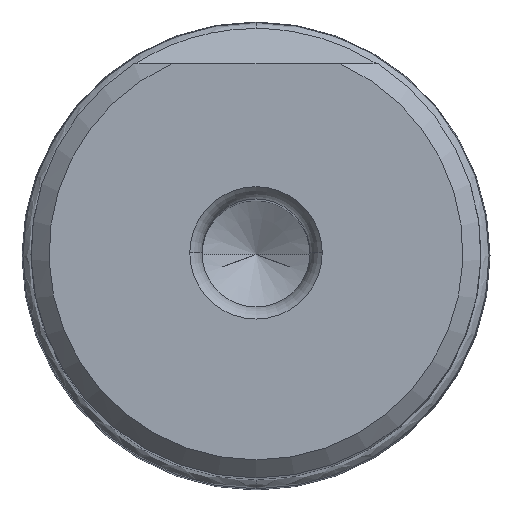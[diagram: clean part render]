
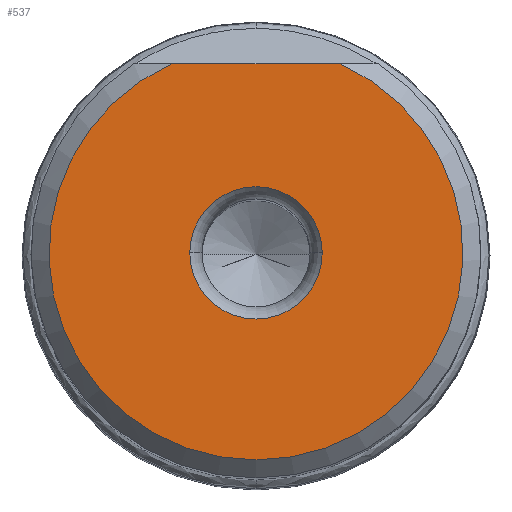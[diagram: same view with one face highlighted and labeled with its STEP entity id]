
A CAD part, top view. The second image highlights one B-rep face of the part: STEP entity #537.
In plain terms, the highlighted face is planar.
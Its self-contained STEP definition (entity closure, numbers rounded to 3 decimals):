
#71=CARTESIAN_POINT('',(0.,0.,0.));
#72=DIRECTION('',(0.,0.,-1.));
#73=DIRECTION('',(0.408,0.913,0.));
#74=AXIS2_PLACEMENT_3D('',#71,#72,#73);
#95=DIRECTION('',(-1.,0.,0.));
#96=VECTOR('',#95,9.381);
#97=CARTESIAN_POINT('',(4.69,10.5,0.));
#98=LINE('',#97,#96);
#102=CARTESIAN_POINT('',(0.,0.,0.));
#103=DIRECTION('',(0.,0.,-1.));
#104=DIRECTION('',(1.,0.,0.));
#105=AXIS2_PLACEMENT_3D('',#102,#103,#104);
#110=CARTESIAN_POINT('',(0.,0.,0.));
#111=DIRECTION('',(0.,0.,-1.));
#112=DIRECTION('',(-1.,0.,0.));
#113=AXIS2_PLACEMENT_3D('',#110,#111,#112);
#379=CARTESIAN_POINT('',(4.69,10.5,0.));
#380=CARTESIAN_POINT('',(-4.69,10.5,0.));
#381=VERTEX_POINT('',#379);
#382=VERTEX_POINT('',#380);
#410=CARTESIAN_POINT('',(3.677,0.,0.));
#411=CARTESIAN_POINT('',(-3.677,0.,0.));
#412=VERTEX_POINT('',#410);
#413=VERTEX_POINT('',#411);
#521=CARTESIAN_POINT('',(0.,0.,0.));
#522=DIRECTION('',(0.,0.,-1.));
#523=DIRECTION('',(0.,-1.,0.));
#524=AXIS2_PLACEMENT_3D('',#521,#522,#523);
#525=PLANE('',#524);
#527=ORIENTED_EDGE('',*,*,#526,.T.);
#528=ORIENTED_EDGE('',*,*,#510,.F.);
#529=EDGE_LOOP('',(#527,#528));
#530=FACE_OUTER_BOUND('',#529,.F.);
#532=ORIENTED_EDGE('',*,*,#531,.T.);
#534=ORIENTED_EDGE('',*,*,#533,.T.);
#535=EDGE_LOOP('',(#532,#534));
#536=FACE_BOUND('',#535,.F.);
#537=ADVANCED_FACE('',(#530,#536),#525,.T.);
#75=CIRCLE('',#74,11.5);
#106=CIRCLE('',#105,3.677);
#114=CIRCLE('',#113,3.677);
#510=EDGE_CURVE('',#381,#382,#75,.T.);
#526=EDGE_CURVE('',#381,#382,#98,.T.);
#531=EDGE_CURVE('',#412,#413,#106,.T.);
#533=EDGE_CURVE('',#413,#412,#114,.T.);
